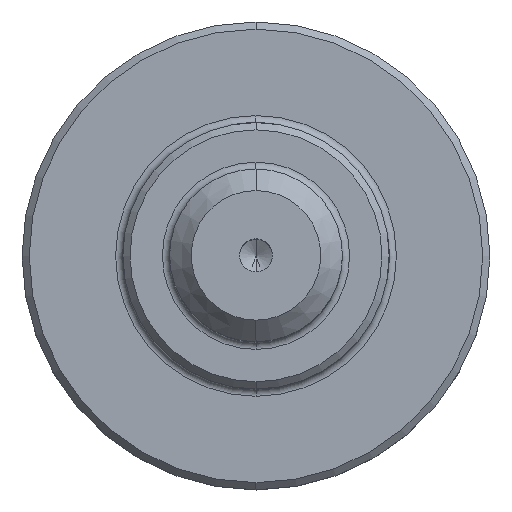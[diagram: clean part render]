
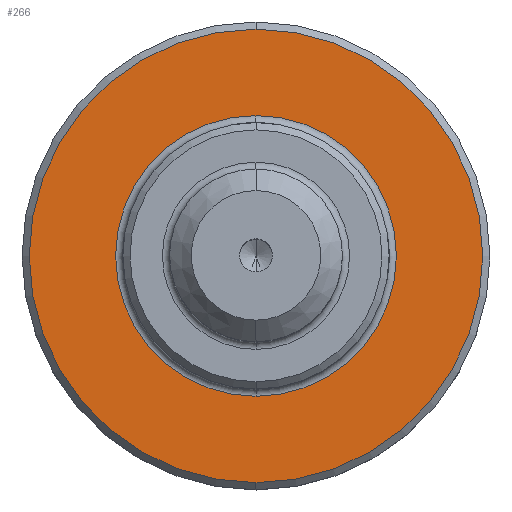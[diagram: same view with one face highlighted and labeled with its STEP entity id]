
A CAD part, top view. The second image highlights one B-rep face of the part: STEP entity #266.
In plain terms, the highlighted planar face has unit normal (0, 0, 1).
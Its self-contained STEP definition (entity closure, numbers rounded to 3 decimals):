
#266=ADVANCED_FACE('',(#337,#338),#318,.F.);
#318=PLANE('',#973);
#337=FACE_BOUND('',#357,.T.);
#338=FACE_BOUND('',#358,.T.);
#357=EDGE_LOOP('',(#435,#436));
#358=EDGE_LOOP('',(#437,#438));
#435=ORIENTED_EDGE('',*,*,#772,.F.);
#436=ORIENTED_EDGE('',*,*,#771,.T.);
#437=ORIENTED_EDGE('',*,*,#773,.T.);
#438=ORIENTED_EDGE('',*,*,#774,.T.);
#687=VERTEX_POINT('',#1351);
#688=VERTEX_POINT('',#1353);
#689=VERTEX_POINT('',#1358);
#690=VERTEX_POINT('',#1359);
#771=EDGE_CURVE('',#687,#688,#897,.T.);
#772=EDGE_CURVE('',#687,#688,#898,.T.);
#773=EDGE_CURVE('',#689,#690,#899,.T.);
#774=EDGE_CURVE('',#690,#689,#900,.T.);
#897=CIRCLE('',#968,31.5);
#898=CIRCLE('',#970,31.5);
#899=CIRCLE('',#971,19.5);
#900=CIRCLE('',#972,19.5);
#968=AXIS2_PLACEMENT_3D('',#1354,#1094,#1095);
#970=AXIS2_PLACEMENT_3D('',#1356,#1098,#1099);
#971=AXIS2_PLACEMENT_3D('',#1357,#1100,#1101);
#972=AXIS2_PLACEMENT_3D('',#1360,#1102,#1103);
#973=AXIS2_PLACEMENT_3D('',#1361,#1104,#1105);
#1094=DIRECTION('',(0.,0.,1.));
#1095=DIRECTION('',(0.,1.,0.));
#1098=DIRECTION('',(0.,0.,-1.));
#1099=DIRECTION('',(0.,1.,0.));
#1100=DIRECTION('',(0.,0.,-1.));
#1101=DIRECTION('',(0.,1.,0.));
#1102=DIRECTION('',(0.,0.,-1.));
#1103=DIRECTION('',(0.,-1.,0.));
#1104=DIRECTION('',(0.,0.,-1.));
#1105=DIRECTION('',(0.,1.,0.));
#1351=CARTESIAN_POINT('',(0.,31.5,14.));
#1353=CARTESIAN_POINT('',(0.,-31.5,14.));
#1354=CARTESIAN_POINT('',(0.,0.,14.));
#1356=CARTESIAN_POINT('',(0.,0.,14.));
#1357=CARTESIAN_POINT('',(0.,0.,14.));
#1358=CARTESIAN_POINT('',(0.,19.5,14.));
#1359=CARTESIAN_POINT('',(0.,-19.5,14.));
#1360=CARTESIAN_POINT('',(0.,0.,14.));
#1361=CARTESIAN_POINT('',(0.,0.,14.));
